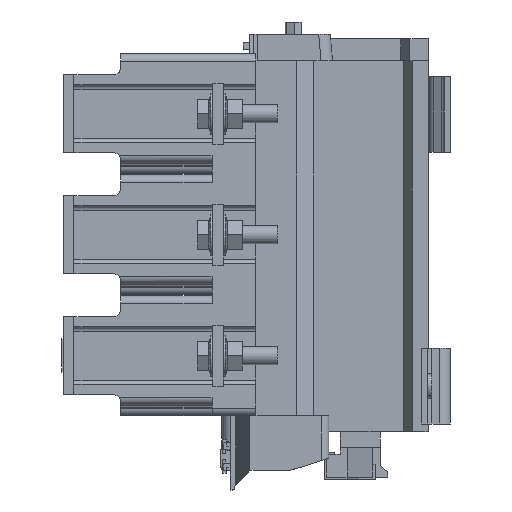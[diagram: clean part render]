
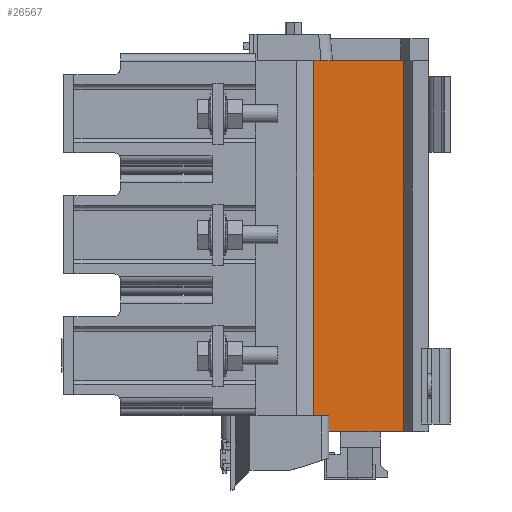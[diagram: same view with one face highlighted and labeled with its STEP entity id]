
A CAD part, left-side view. The second image highlights one B-rep face of the part: STEP entity #26567.
In plain terms, the highlighted planar face has unit normal (-1, 0, 0).
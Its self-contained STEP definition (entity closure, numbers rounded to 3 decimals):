
#765 = VERTEX_POINT ( 'NONE', #11202 ) ;
#1531 = VECTOR ( 'NONE', #55096, 1000. ) ;
#1678 = CARTESIAN_POINT ( 'NONE',  ( -58.25, 0., -129.75 ) ) ;
#2000 = CARTESIAN_POINT ( 'NONE',  ( -58.25, 0., 113. ) ) ;
#2537 = ORIENTED_EDGE ( 'NONE', *, *, #33645, .F. ) ;
#3998 = CARTESIAN_POINT ( 'NONE',  ( -58.25, 80., -119.25 ) ) ;
#5020 = LINE ( 'NONE', #24603, #26772 ) ;
#5428 = VECTOR ( 'NONE', #38709, 1000. ) ;
#6380 = EDGE_CURVE ( 'NONE', #37616, #35426, #20943, .T. ) ;
#6422 = DIRECTION ( 'NONE',  ( 0., 0., 1. ) ) ;
#6747 = CARTESIAN_POINT ( 'NONE',  ( -58.25, 0., -119.25 ) ) ;
#7106 = ORIENTED_EDGE ( 'NONE', *, *, #7650, .F. ) ;
#7650 = EDGE_CURVE ( 'NONE', #17154, #42151, #56111, .T. ) ;
#7731 = DIRECTION ( 'NONE',  ( 0., 0., -1. ) ) ;
#9395 = VECTOR ( 'NONE', #41542, 1000. ) ;
#10575 = EDGE_CURVE ( 'NONE', #35426, #765, #46473, .T. ) ;
#11202 = CARTESIAN_POINT ( 'NONE',  ( -58.25, 80., -129.75 ) ) ;
#12510 = CARTESIAN_POINT ( 'NONE',  ( -58.25, 31., -129.75 ) ) ;
#14954 = PLANE ( 'NONE',  #44712 ) ;
#17016 = VECTOR ( 'NONE', #53779, 1000. ) ;
#17154 = VERTEX_POINT ( 'NONE', #24820 ) ;
#20943 = LINE ( 'NONE', #6747, #9395 ) ;
#24603 = CARTESIAN_POINT ( 'NONE',  ( -58.25, 0., 114.75 ) ) ;
#24820 = CARTESIAN_POINT ( 'NONE',  ( -58.25, 31., 114.75 ) ) ;
#26567 = ADVANCED_FACE ( 'NONE', ( #32029 ), #14954, .T. ) ;
#26772 = VECTOR ( 'NONE', #50843, 1000. ) ;
#26866 = EDGE_CURVE ( 'NONE', #44740, #37616, #41469, .T. ) ;
#28746 = CARTESIAN_POINT ( 'NONE',  ( -58.25, 80., 113. ) ) ;
#32029 = FACE_OUTER_BOUND ( 'NONE', #49801, .T. ) ;
#32479 = DIRECTION ( 'NONE',  ( -1., 0., 0. ) ) ;
#33081 = VECTOR ( 'NONE', #7731, 1000. ) ;
#33645 = EDGE_CURVE ( 'NONE', #42151, #765, #51709, .T. ) ;
#33796 = CARTESIAN_POINT ( 'NONE',  ( -58.25, 31., 113. ) ) ;
#35275 = ORIENTED_EDGE ( 'NONE', *, *, #52185, .T. ) ;
#35426 = VERTEX_POINT ( 'NONE', #3998 ) ;
#36127 = ORIENTED_EDGE ( 'NONE', *, *, #26866, .T. ) ;
#37616 = VERTEX_POINT ( 'NONE', #50806 ) ;
#38709 = DIRECTION ( 'NONE',  ( 0., 0., -1. ) ) ;
#41332 = ORIENTED_EDGE ( 'NONE', *, *, #6380, .T. ) ;
#41469 = LINE ( 'NONE', #55380, #5428 ) ;
#41542 = DIRECTION ( 'NONE',  ( 0., -1., 0. ) ) ;
#42151 = VERTEX_POINT ( 'NONE', #12510 ) ;
#44712 = AXIS2_PLACEMENT_3D ( 'NONE', #2000, #32479, #6422 ) ;
#44740 = VERTEX_POINT ( 'NONE', #51403 ) ;
#46010 = ORIENTED_EDGE ( 'NONE', *, *, #10575, .T. ) ;
#46473 = LINE ( 'NONE', #28746, #1531 ) ;
#49801 = EDGE_LOOP ( 'NONE', ( #7106, #35275, #36127, #41332, #46010, #2537 ) ) ;
#50806 = CARTESIAN_POINT ( 'NONE',  ( -58.25, 90., -119.25 ) ) ;
#50843 = DIRECTION ( 'NONE',  ( 0., 1., 0. ) ) ;
#51403 = CARTESIAN_POINT ( 'NONE',  ( -58.25, 90., 114.75 ) ) ;
#51709 = LINE ( 'NONE', #1678, #17016 ) ;
#52185 = EDGE_CURVE ( 'NONE', #17154, #44740, #5020, .T. ) ;
#53779 = DIRECTION ( 'NONE',  ( 0., 1., 0. ) ) ;
#55096 = DIRECTION ( 'NONE',  ( 0., 0., -1. ) ) ;
#55380 = CARTESIAN_POINT ( 'NONE',  ( -58.25, 90., 113. ) ) ;
#56111 = LINE ( 'NONE', #33796, #33081 ) ;
